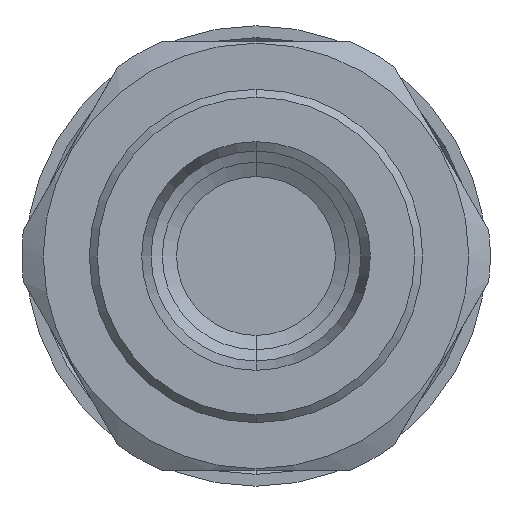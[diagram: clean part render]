
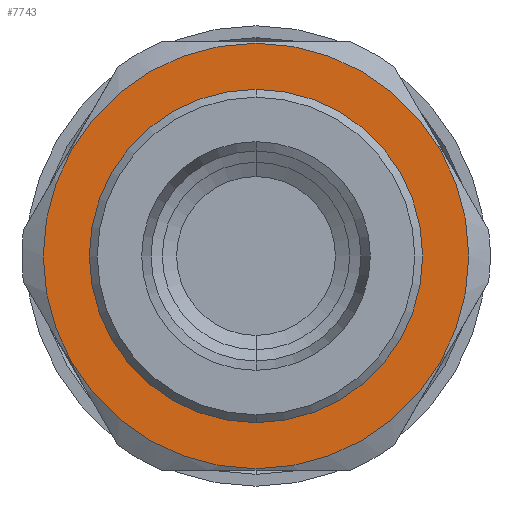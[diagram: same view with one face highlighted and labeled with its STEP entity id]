
A CAD part, front view. The second image highlights one B-rep face of the part: STEP entity #7743.
In plain terms, the highlighted planar face has unit normal (0, -1, 0).
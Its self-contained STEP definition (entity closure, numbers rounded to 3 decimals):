
#75 = EDGE_LOOP ( 'NONE', ( #6570, #5780 ) ) ;
#225 = CIRCLE ( 'NONE', #2485, 13.4 ) ;
#446 = EDGE_LOOP ( 'NONE', ( #6777, #7573 ) ) ;
#881 = CIRCLE ( 'NONE', #3005, 13.4 ) ;
#981 = AXIS2_PLACEMENT_3D ( 'NONE', #7722, #1677, #5924 ) ;
#1606 = CARTESIAN_POINT ( 'NONE',  ( 0., 14., -10.5 ) ) ;
#1677 = DIRECTION ( 'NONE',  ( 0., -1., 0. ) ) ;
#1750 = DIRECTION ( 'NONE',  ( 0., -1., 0. ) ) ;
#2434 = DIRECTION ( 'NONE',  ( 0., -1., 0. ) ) ;
#2485 = AXIS2_PLACEMENT_3D ( 'NONE', #6581, #2944, #7172 ) ;
#2503 = FACE_BOUND ( 'NONE', #75, .T. ) ;
#2789 = CARTESIAN_POINT ( 'NONE',  ( 0., 14., 13.4 ) ) ;
#2800 = CARTESIAN_POINT ( 'NONE',  ( 0., 14., 0. ) ) ;
#2905 = VERTEX_POINT ( 'NONE', #2789 ) ;
#2944 = DIRECTION ( 'NONE',  ( 0., -1., 0. ) ) ;
#3005 = AXIS2_PLACEMENT_3D ( 'NONE', #2800, #7029, #3413 ) ;
#3413 = DIRECTION ( 'NONE',  ( 0., 0., -1. ) ) ;
#3487 = PLANE ( 'NONE',  #981 ) ;
#3556 = CARTESIAN_POINT ( 'NONE',  ( 0., 14., -13.4 ) ) ;
#4109 = AXIS2_PLACEMENT_3D ( 'NONE', #6064, #2434, #6681 ) ;
#4135 = EDGE_CURVE ( 'NONE', #5427, #5167, #4523, .T. ) ;
#4138 = VERTEX_POINT ( 'NONE', #3556 ) ;
#4418 = AXIS2_PLACEMENT_3D ( 'NONE', #5379, #1750, #5990 ) ;
#4518 = CIRCLE ( 'NONE', #4109, 10.5 ) ;
#4523 = CIRCLE ( 'NONE', #4418, 10.5 ) ;
#4737 = EDGE_CURVE ( 'NONE', #2905, #4138, #225, .T. ) ;
#4837 = EDGE_CURVE ( 'NONE', #5167, #5427, #4518, .T. ) ;
#5127 = EDGE_CURVE ( 'NONE', #4138, #2905, #881, .T. ) ;
#5167 = VERTEX_POINT ( 'NONE', #1606 ) ;
#5379 = CARTESIAN_POINT ( 'NONE',  ( 0., 14., 0. ) ) ;
#5427 = VERTEX_POINT ( 'NONE', #6334 ) ;
#5780 = ORIENTED_EDGE ( 'NONE', *, *, #4135, .F. ) ;
#5924 = DIRECTION ( 'NONE',  ( 0., 0., -1. ) ) ;
#5990 = DIRECTION ( 'NONE',  ( 0., 0., -1. ) ) ;
#6064 = CARTESIAN_POINT ( 'NONE',  ( 0., 14., 0. ) ) ;
#6334 = CARTESIAN_POINT ( 'NONE',  ( 0., 14., 10.5 ) ) ;
#6570 = ORIENTED_EDGE ( 'NONE', *, *, #4837, .F. ) ;
#6581 = CARTESIAN_POINT ( 'NONE',  ( 0., 14., 0. ) ) ;
#6681 = DIRECTION ( 'NONE',  ( 0., 0., -1. ) ) ;
#6777 = ORIENTED_EDGE ( 'NONE', *, *, #4737, .T. ) ;
#7029 = DIRECTION ( 'NONE',  ( 0., -1., 0. ) ) ;
#7172 = DIRECTION ( 'NONE',  ( 0., 0., -1. ) ) ;
#7333 = FACE_OUTER_BOUND ( 'NONE', #446, .T. ) ;
#7573 = ORIENTED_EDGE ( 'NONE', *, *, #5127, .T. ) ;
#7722 = CARTESIAN_POINT ( 'NONE',  ( 13.4, 14., 0. ) ) ;
#7743 = ADVANCED_FACE ( 'NONE', ( #7333, #2503 ), #3487, .T. ) ;
